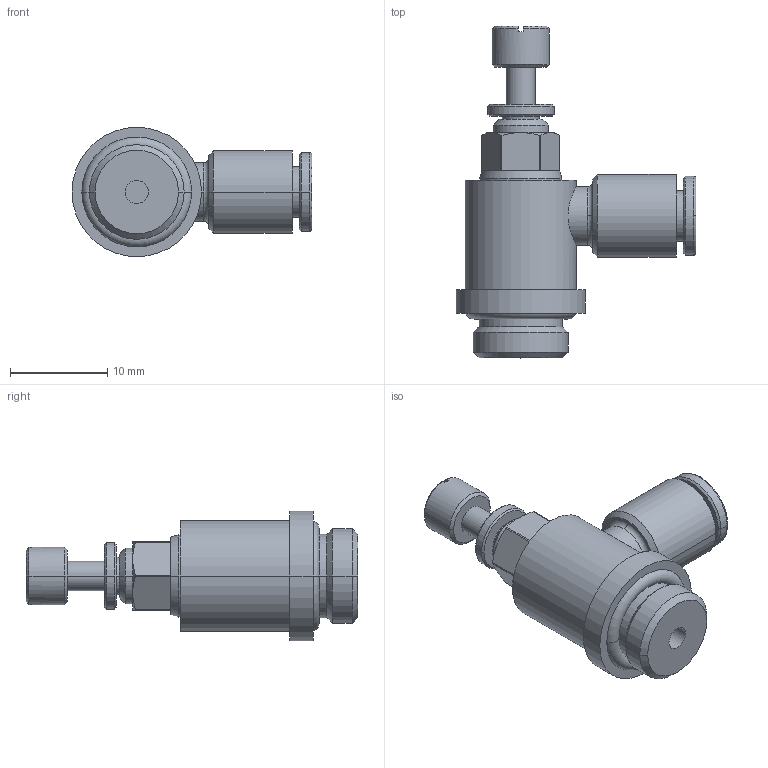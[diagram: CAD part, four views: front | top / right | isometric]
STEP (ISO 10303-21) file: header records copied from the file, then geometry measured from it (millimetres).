
FILE_DESCRIPTION(('STEP AP214'),'1');
FILE_NAME('7660_04_10.stp','2016-07-07T14:55:23',('TraceParts'),('TraceParts S.A.'),'Spatial InterOp 3D',' ',' ');
FILE_SCHEMA(('automotive_design'));
Length unit declared in the file: millimetre
Products named in the file (1): 1
Bounding box: 24.65 x 34.1 x 13.3 mm (x, y, z)
Volume: 2599.5 mm3; surface area: 2028.1 mm2
Topology: 1 solids, 1 shells, 108 faces, 253 edges, 161 vertices
Faces by surface type: cone 40, cylinder 32, plane 30, torus 6
Entity records: 3305 total; most frequent: CARTESIAN_POINT 742, DIRECTION 584, ORIENTED_EDGE 506, EDGE_CURVE 253, AXIS2_PLACEMENT_3D 245, VERTEX_POINT 161, CIRCLE 136, EDGE_LOOP 124
